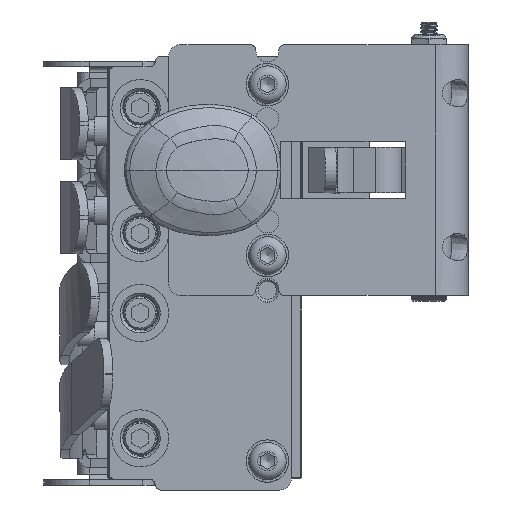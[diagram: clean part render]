
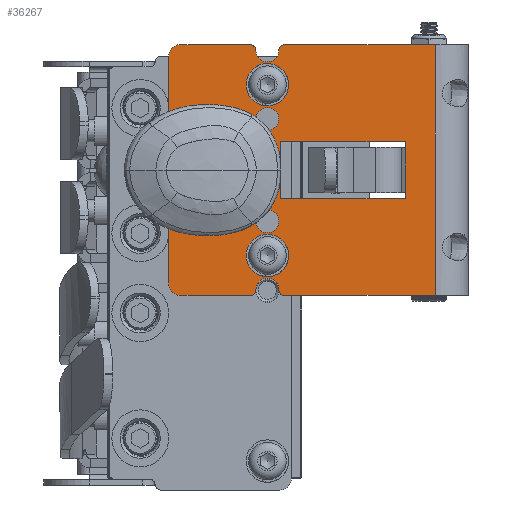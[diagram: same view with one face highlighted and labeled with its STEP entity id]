
A CAD part, left-side view. The second image highlights one B-rep face of the part: STEP entity #36267.
In plain terms, the highlighted planar face has unit normal (-1, 0, 0).
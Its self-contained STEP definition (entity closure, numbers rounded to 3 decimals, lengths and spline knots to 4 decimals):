
#1137=FACE_BOUND('',#6528,.T.);
#1138=FACE_BOUND('',#6529,.T.);
#1139=FACE_BOUND('',#6530,.T.);
#1140=FACE_BOUND('',#6531,.T.);
#1141=FACE_BOUND('',#6532,.T.);
#1142=FACE_BOUND('',#6533,.T.);
#1486=PLANE('',#38454);
#2650=CIRCLE('',#38356,0.0625);
#2671=CIRCLE('',#38379,0.125);
#2672=CIRCLE('',#38381,0.0625);
#2673=CIRCLE('',#38383,0.0625);
#2674=CIRCLE('',#38385,0.125);
#2675=CIRCLE('',#38387,0.0625);
#2676=CIRCLE('',#38390,0.125);
#2677=CIRCLE('',#38393,0.125);
#2678=CIRCLE('',#38396,0.25);
#2679=CIRCLE('',#38398,0.572);
#2680=CIRCLE('',#38400,0.25);
#2711=CIRCLE('',#38447,0.125);
#2712=CIRCLE('',#38449,0.125);
#2713=CIRCLE('',#38451,0.125);
#2714=CIRCLE('',#38453,0.125);
#2715=CIRCLE('',#38455,0.4425);
#4452=FACE_OUTER_BOUND('',#6527,.T.);
#6527=EDGE_LOOP('',(#25103,#25104,#25105,#25106,#25107,#25108,#25109,#25110,
#25111,#25112,#25113,#25114,#25115,#25116,#25117,#25118,#25119,#25120));
#6528=EDGE_LOOP('',(#25121,#25122,#25123,#25124));
#6529=EDGE_LOOP('',(#25125));
#6530=EDGE_LOOP('',(#25126));
#6531=EDGE_LOOP('',(#25127));
#6532=EDGE_LOOP('',(#25128));
#6533=EDGE_LOOP('',(#25129));
#8922=LINE('',#51473,#11624);
#8925=LINE('',#51481,#11627);
#8928=LINE('',#51489,#11630);
#8933=LINE('',#51505,#11635);
#8934=LINE('',#51509,#11636);
#8937=LINE('',#51514,#11639);
#8939=LINE('',#51518,#11641);
#8941=LINE('',#51521,#11643);
#8956=LINE('',#51619,#11658);
#8957=LINE('',#51621,#11659);
#8958=LINE('',#51622,#11660);
#11624=VECTOR('',#41758,0.3937);
#11627=VECTOR('',#41767,0.3937);
#11630=VECTOR('',#41776,0.3937);
#11635=VECTOR('',#41795,0.3937);
#11636=VECTOR('',#41798,0.3937);
#11639=VECTOR('',#41803,0.3937);
#11641=VECTOR('',#41807,0.3937);
#11643=VECTOR('',#41811,0.3937);
#11658=VECTOR('',#41924,0.3937);
#11659=VECTOR('',#41925,0.3937);
#11660=VECTOR('',#41926,0.3937);
#15483=VERTEX_POINT('',#51381);
#15484=VERTEX_POINT('',#51383);
#15515=VERTEX_POINT('',#51449);
#15516=VERTEX_POINT('',#51453);
#15517=VERTEX_POINT('',#51457);
#15518=VERTEX_POINT('',#51458);
#15519=VERTEX_POINT('',#51463);
#15520=VERTEX_POINT('',#51467);
#15521=VERTEX_POINT('',#51471);
#15522=VERTEX_POINT('',#51475);
#15523=VERTEX_POINT('',#51477);
#15524=VERTEX_POINT('',#51483);
#15525=VERTEX_POINT('',#51484);
#15526=VERTEX_POINT('',#51491);
#15527=VERTEX_POINT('',#51493);
#15528=VERTEX_POINT('',#51497);
#15529=VERTEX_POINT('',#51501);
#15530=VERTEX_POINT('',#51507);
#15531=VERTEX_POINT('',#51508);
#15532=VERTEX_POINT('',#51513);
#15533=VERTEX_POINT('',#51517);
#15564=VERTEX_POINT('',#51603);
#15565=VERTEX_POINT('',#51607);
#15566=VERTEX_POINT('',#51611);
#15567=VERTEX_POINT('',#51615);
#15568=VERTEX_POINT('',#51620);
#15569=VERTEX_POINT('',#51623);
#19295=EDGE_CURVE('',#15483,#15484,#2650,.T.);
#19328=EDGE_CURVE('',#15515,#15484,#2671,.T.);
#19330=EDGE_CURVE('',#15515,#15516,#2672,.T.);
#19332=EDGE_CURVE('',#15517,#15518,#2673,.T.);
#19336=EDGE_CURVE('',#15517,#15519,#2674,.T.);
#19338=EDGE_CURVE('',#15520,#15519,#2675,.T.);
#19340=EDGE_CURVE('',#15521,#15520,#8922,.T.);
#19342=EDGE_CURVE('',#15522,#15523,#2676,.T.);
#19344=EDGE_CURVE('',#15518,#15522,#8925,.T.);
#19345=EDGE_CURVE('',#15524,#15525,#2677,.T.);
#19348=EDGE_CURVE('',#15525,#15483,#8928,.T.);
#19350=EDGE_CURVE('',#15526,#15527,#2678,.T.);
#19353=EDGE_CURVE('',#15526,#15528,#2679,.T.);
#19355=EDGE_CURVE('',#15529,#15528,#2680,.T.);
#19356=EDGE_CURVE('',#15529,#15523,#8933,.T.);
#19357=EDGE_CURVE('',#15530,#15531,#8934,.T.);
#19360=EDGE_CURVE('',#15531,#15532,#8937,.T.);
#19362=EDGE_CURVE('',#15532,#15533,#8939,.T.);
#19364=EDGE_CURVE('',#15533,#15530,#8941,.T.);
#19405=EDGE_CURVE('',#15564,#15564,#2711,.T.);
#19407=EDGE_CURVE('',#15565,#15565,#2712,.T.);
#19409=EDGE_CURVE('',#15566,#15566,#2713,.T.);
#19411=EDGE_CURVE('',#15567,#15567,#2714,.T.);
#19413=EDGE_CURVE('',#15524,#15527,#8956,.T.);
#19414=EDGE_CURVE('',#15521,#15568,#8957,.T.);
#19415=EDGE_CURVE('',#15516,#15568,#8958,.T.);
#19416=EDGE_CURVE('',#15569,#15569,#2715,.T.);
#25103=ORIENTED_EDGE('',*,*,#19295,.F.);
#25104=ORIENTED_EDGE('',*,*,#19348,.F.);
#25105=ORIENTED_EDGE('',*,*,#19345,.F.);
#25106=ORIENTED_EDGE('',*,*,#19413,.T.);
#25107=ORIENTED_EDGE('',*,*,#19350,.F.);
#25108=ORIENTED_EDGE('',*,*,#19353,.T.);
#25109=ORIENTED_EDGE('',*,*,#19355,.F.);
#25110=ORIENTED_EDGE('',*,*,#19356,.T.);
#25111=ORIENTED_EDGE('',*,*,#19342,.F.);
#25112=ORIENTED_EDGE('',*,*,#19344,.F.);
#25113=ORIENTED_EDGE('',*,*,#19332,.F.);
#25114=ORIENTED_EDGE('',*,*,#19336,.T.);
#25115=ORIENTED_EDGE('',*,*,#19338,.F.);
#25116=ORIENTED_EDGE('',*,*,#19340,.F.);
#25117=ORIENTED_EDGE('',*,*,#19414,.T.);
#25118=ORIENTED_EDGE('',*,*,#19415,.F.);
#25119=ORIENTED_EDGE('',*,*,#19330,.F.);
#25120=ORIENTED_EDGE('',*,*,#19328,.T.);
#25121=ORIENTED_EDGE('',*,*,#19362,.T.);
#25122=ORIENTED_EDGE('',*,*,#19364,.T.);
#25123=ORIENTED_EDGE('',*,*,#19357,.T.);
#25124=ORIENTED_EDGE('',*,*,#19360,.T.);
#25125=ORIENTED_EDGE('',*,*,#19416,.T.);
#25126=ORIENTED_EDGE('',*,*,#19411,.T.);
#25127=ORIENTED_EDGE('',*,*,#19409,.T.);
#25128=ORIENTED_EDGE('',*,*,#19407,.T.);
#25129=ORIENTED_EDGE('',*,*,#19405,.T.);
#36267=ADVANCED_FACE('',(#4452,#1137,#1138,#1139,#1140,#1141,#1142),#1486,
 .F.);
#38356=AXIS2_PLACEMENT_3D('',#51384,#41673,#41674);
#38379=AXIS2_PLACEMENT_3D('',#51450,#41731,#41732);
#38381=AXIS2_PLACEMENT_3D('',#51454,#41736,#41737);
#38383=AXIS2_PLACEMENT_3D('',#51459,#41741,#41742);
#38385=AXIS2_PLACEMENT_3D('',#51465,#41748,#41749);
#38387=AXIS2_PLACEMENT_3D('',#51469,#41753,#41754);
#38390=AXIS2_PLACEMENT_3D('',#51478,#41762,#41763);
#38393=AXIS2_PLACEMENT_3D('',#51485,#41770,#41771);
#38396=AXIS2_PLACEMENT_3D('',#51494,#41780,#41781);
#38398=AXIS2_PLACEMENT_3D('',#51499,#41786,#41787);
#38400=AXIS2_PLACEMENT_3D('',#51503,#41791,#41792);
#38447=AXIS2_PLACEMENT_3D('',#51604,#41904,#41905);
#38449=AXIS2_PLACEMENT_3D('',#51608,#41909,#41910);
#38451=AXIS2_PLACEMENT_3D('',#51612,#41914,#41915);
#38453=AXIS2_PLACEMENT_3D('',#51616,#41919,#41920);
#38454=AXIS2_PLACEMENT_3D('',#51618,#41922,#41923);
#38455=AXIS2_PLACEMENT_3D('',#51624,#41927,#41928);
#41673=DIRECTION('center_axis',(1.,0.,0.));
#41674=DIRECTION('ref_axis',(0.,-0.708,0.706));
#41731=DIRECTION('center_axis',(1.,0.,0.));
#41732=DIRECTION('ref_axis',(0.,0.,-1.));
#41736=DIRECTION('center_axis',(1.,0.,0.));
#41737=DIRECTION('ref_axis',(0.,0.708,0.706));
#41741=DIRECTION('center_axis',(1.,0.,0.));
#41742=DIRECTION('ref_axis',(0.,-0.708,-0.706));
#41748=DIRECTION('center_axis',(1.,0.,0.));
#41749=DIRECTION('ref_axis',(0.,0.,-1.));
#41753=DIRECTION('center_axis',(1.,0.,0.));
#41754=DIRECTION('ref_axis',(0.,0.708,-0.706));
#41758=DIRECTION('',(0.,1.,0.));
#41762=DIRECTION('center_axis',(1.,0.,0.));
#41763=DIRECTION('ref_axis',(0.,0.707,-0.707));
#41767=DIRECTION('',(0.,1.,0.));
#41770=DIRECTION('center_axis',(1.,0.,0.));
#41771=DIRECTION('ref_axis',(0.,0.707,0.707));
#41776=DIRECTION('',(0.,-1.,0.));
#41780=DIRECTION('center_axis',(-1.,0.,0.));
#41781=DIRECTION('ref_axis',(0.,-0.914,-0.407));
#41786=DIRECTION('center_axis',(-1.,0.,0.));
#41787=DIRECTION('ref_axis',(0.,-0.525,0.851));
#41791=DIRECTION('center_axis',(-1.,0.,0.));
#41792=DIRECTION('ref_axis',(0.,-0.914,0.407));
#41795=DIRECTION('',(0.,0.,-1.));
#41798=DIRECTION('',(0.,1.,0.));
#41803=DIRECTION('',(0.,0.,1.));
#41807=DIRECTION('',(0.,-1.,0.));
#41811=DIRECTION('',(0.,0.,-1.));
#41904=DIRECTION('center_axis',(1.,0.,0.));
#41905=DIRECTION('ref_axis',(0.,0.,-1.));
#41909=DIRECTION('center_axis',(1.,0.,0.));
#41910=DIRECTION('ref_axis',(0.,0.,-1.));
#41914=DIRECTION('center_axis',(1.,0.,0.));
#41915=DIRECTION('ref_axis',(0.,0.,-1.));
#41919=DIRECTION('center_axis',(1.,0.,0.));
#41920=DIRECTION('ref_axis',(0.,0.,-1.));
#41922=DIRECTION('center_axis',(1.,0.,0.));
#41923=DIRECTION('ref_axis',(0.,1.,0.));
#41924=DIRECTION('',(0.,0.,-1.));
#41925=DIRECTION('',(0.,0.,1.));
#41926=DIRECTION('',(0.,-1.,0.));
#41927=DIRECTION('center_axis',(1.,0.,0.));
#41928=DIRECTION('ref_axis',(0.,0.,-1.));
#51381=CARTESIAN_POINT('',(0.,0.5966,1.375));
#51383=CARTESIAN_POINT('',(0.,0.5341,1.3123));
#51384=CARTESIAN_POINT('Origin',(0.,0.5966,1.3125));
#51449=CARTESIAN_POINT('',(0.,0.2841,1.3123));
#51450=CARTESIAN_POINT('Origin',(0.,0.4091,1.312));
#51453=CARTESIAN_POINT('',(0.,0.2216,1.375));
#51454=CARTESIAN_POINT('Origin',(0.,0.2216,1.3125));
#51457=CARTESIAN_POINT('',(0.,0.5341,-1.3123));
#51458=CARTESIAN_POINT('',(0.,0.5966,-1.375));
#51459=CARTESIAN_POINT('Origin',(0.,0.5966,-1.3125));
#51463=CARTESIAN_POINT('',(0.,0.2841,-1.3123));
#51465=CARTESIAN_POINT('Origin',(0.,0.4091,-1.312));
#51467=CARTESIAN_POINT('',(0.,0.2216,-1.375));
#51469=CARTESIAN_POINT('Origin',(0.,0.2216,-1.3125));
#51471=CARTESIAN_POINT('',(0.,-1.4349,-1.375));
#51473=CARTESIAN_POINT('',(0.,-1.7935,-1.375));
#51475=CARTESIAN_POINT('',(0.,1.3685,-1.375));
#51477=CARTESIAN_POINT('',(0.,1.4935,-1.25));
#51478=CARTESIAN_POINT('Origin',(0.,1.3685,-1.25));
#51481=CARTESIAN_POINT('',(0.,-1.7935,-1.375));
#51483=CARTESIAN_POINT('',(0.,1.4935,1.25));
#51484=CARTESIAN_POINT('',(0.,1.3685,1.375));
#51485=CARTESIAN_POINT('Origin',(0.,1.3685,1.25));
#51489=CARTESIAN_POINT('',(0.,1.7935,1.375));
#51491=CARTESIAN_POINT('',(0.,1.5762,0.4251));
#51493=CARTESIAN_POINT('',(0.,1.4935,0.6108));
#51494=CARTESIAN_POINT('Origin',(0.,1.7435,0.6108));
#51497=CARTESIAN_POINT('',(0.,1.5762,-0.4251));
#51499=CARTESIAN_POINT('Origin',(0.,1.1934,0.));
#51501=CARTESIAN_POINT('',(0.,1.4935,-0.6108));
#51503=CARTESIAN_POINT('Origin',(0.,1.7435,-0.6108));
#51505=CARTESIAN_POINT('',(0.,1.4935,-0.6875));
#51507=CARTESIAN_POINT('',(0.,-1.1015,-0.3125));
#51508=CARTESIAN_POINT('',(0.,0.261,-0.3125));
#51509=CARTESIAN_POINT('',(0.,-0.5507,-0.3125));
#51513=CARTESIAN_POINT('',(0.,0.261,0.3125));
#51514=CARTESIAN_POINT('',(0.,0.261,-0.1563));
#51517=CARTESIAN_POINT('',(0.,-1.1015,0.3125));
#51518=CARTESIAN_POINT('',(0.,0.1305,0.3125));
#51521=CARTESIAN_POINT('',(0.,-1.1015,0.1563));
#51603=CARTESIAN_POINT('',(0.,0.4091,-0.437));
#51604=CARTESIAN_POINT('Origin',(0.,0.4091,-0.562));
#51607=CARTESIAN_POINT('',(0.,0.4091,1.062));
#51608=CARTESIAN_POINT('Origin',(0.,0.4091,0.937));
#51611=CARTESIAN_POINT('',(0.,0.4091,0.687));
#51612=CARTESIAN_POINT('Origin',(0.,0.4091,0.562));
#51615=CARTESIAN_POINT('',(0.,0.4091,-0.812));
#51616=CARTESIAN_POINT('Origin',(0.,0.4091,-0.937));
#51618=CARTESIAN_POINT('Origin',(0.,0.,0.));
#51619=CARTESIAN_POINT('',(0.,1.4935,0.2435));
#51620=CARTESIAN_POINT('',(0.,-1.4349,1.375));
#51621=CARTESIAN_POINT('',(0.,-1.4349,0.6875));
#51622=CARTESIAN_POINT('',(0.,1.7935,1.375));
#51623=CARTESIAN_POINT('',(0.,1.1508,0.4425));
#51624=CARTESIAN_POINT('Origin',(0.,1.1508,0.));
